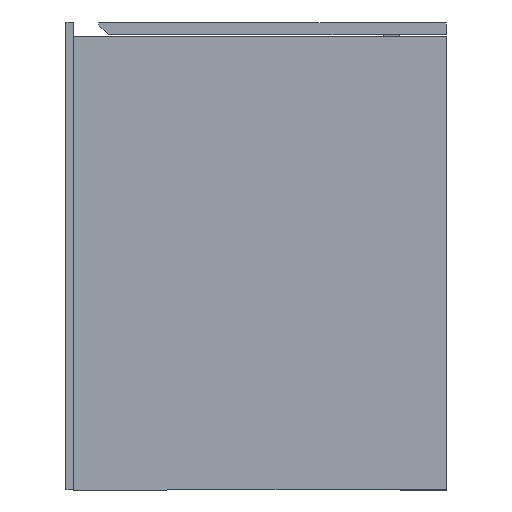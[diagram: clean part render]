
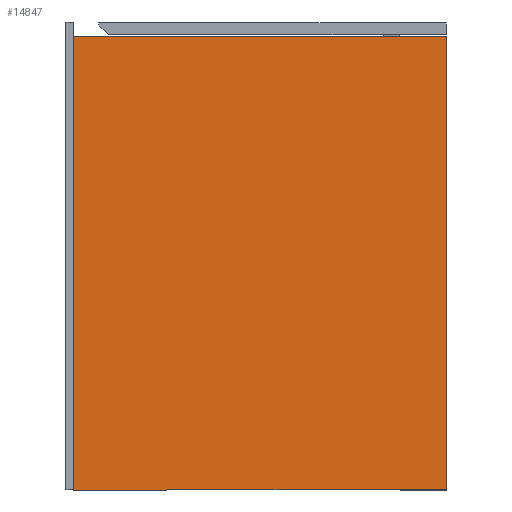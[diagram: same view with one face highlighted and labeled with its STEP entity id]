
A CAD part, left-side view. The second image highlights one B-rep face of the part: STEP entity #14847.
In plain terms, the highlighted planar face has unit normal (-1, 0, 0).
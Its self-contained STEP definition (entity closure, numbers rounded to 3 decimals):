
#190 = EDGE_CURVE ( 'NONE', #841, #20036, #8784, .T. ) ;
#394 = EDGE_CURVE ( 'NONE', #24112, #841, #15989, .T. ) ;
#680 = DIRECTION ( 'NONE',  ( 0., -1., 0. ) ) ;
#841 = VERTEX_POINT ( 'NONE', #13767 ) ;
#3597 = AXIS2_PLACEMENT_3D ( 'NONE', #22883, #20459, #8388 ) ;
#4693 = CARTESIAN_POINT ( 'NONE',  ( 2., 829.397, -15. ) ) ;
#6107 = FACE_OUTER_BOUND ( 'NONE', #7906, .T. ) ;
#6778 = CARTESIAN_POINT ( 'NONE',  ( 2., 0., -470. ) ) ;
#6845 = LINE ( 'NONE', #4693, #13819 ) ;
#7574 = ORIENTED_EDGE ( 'NONE', *, *, #11954, .F. ) ;
#7906 = EDGE_LOOP ( 'NONE', ( #24556, #25432, #16493, #7574 ) ) ;
#8388 = DIRECTION ( 'NONE',  ( 0., 0., -1. ) ) ;
#8784 = LINE ( 'NONE', #6778, #9885 ) ;
#9885 = VECTOR ( 'NONE', #14940, 1000. ) ;
#11954 = EDGE_CURVE ( 'NONE', #17416, #20036, #6845, .T. ) ;
#13767 = CARTESIAN_POINT ( 'NONE',  ( 2., 0., -470. ) ) ;
#13819 = VECTOR ( 'NONE', #680, 1000. ) ;
#14269 = PLANE ( 'NONE',  #3597 ) ;
#14375 = DIRECTION ( 'NONE',  ( 0., -1., 0. ) ) ;
#14638 = EDGE_CURVE ( 'NONE', #24112, #17416, #22085, .T. ) ;
#14847 = ADVANCED_FACE ( 'NONE', ( #6107 ), #14269, .F. ) ;
#14940 = DIRECTION ( 'NONE',  ( 0., 0., 1. ) ) ;
#15989 = LINE ( 'NONE', #20557, #20766 ) ;
#16493 = ORIENTED_EDGE ( 'NONE', *, *, #190, .T. ) ;
#16847 = VECTOR ( 'NONE', #23972, 1000. ) ;
#17078 = CARTESIAN_POINT ( 'NONE',  ( 2., 374., -470. ) ) ;
#17416 = VERTEX_POINT ( 'NONE', #19295 ) ;
#17922 = CARTESIAN_POINT ( 'NONE',  ( 2., 0., -15. ) ) ;
#18307 = CARTESIAN_POINT ( 'NONE',  ( 2., 374., -470. ) ) ;
#19295 = CARTESIAN_POINT ( 'NONE',  ( 2., 374., -15. ) ) ;
#20036 = VERTEX_POINT ( 'NONE', #17922 ) ;
#20459 = DIRECTION ( 'NONE',  ( 1., 0., 0. ) ) ;
#20557 = CARTESIAN_POINT ( 'NONE',  ( 2., 829.397, -470. ) ) ;
#20766 = VECTOR ( 'NONE', #14375, 1000. ) ;
#22085 = LINE ( 'NONE', #18307, #16847 ) ;
#22883 = CARTESIAN_POINT ( 'NONE',  ( 2., 829.397, -470. ) ) ;
#23972 = DIRECTION ( 'NONE',  ( 0., 0., 1. ) ) ;
#24112 = VERTEX_POINT ( 'NONE', #17078 ) ;
#24556 = ORIENTED_EDGE ( 'NONE', *, *, #14638, .F. ) ;
#25432 = ORIENTED_EDGE ( 'NONE', *, *, #394, .T. ) ;
